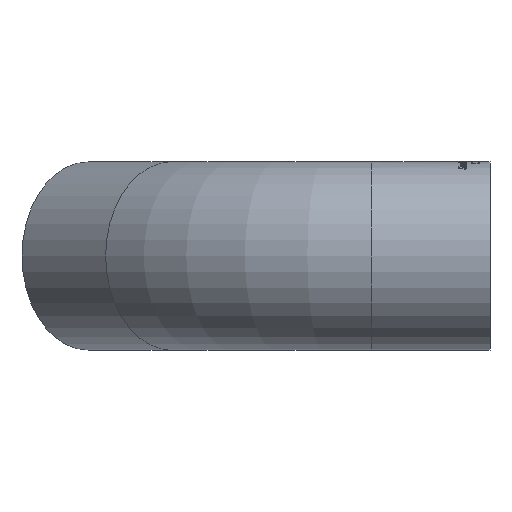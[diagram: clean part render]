
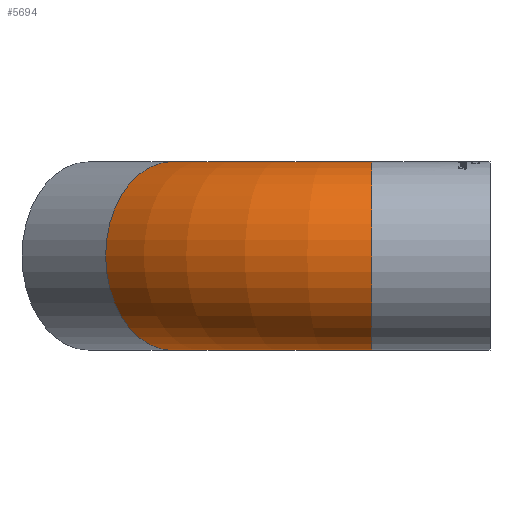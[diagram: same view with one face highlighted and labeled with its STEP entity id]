
A CAD part, left-side view. The second image highlights one B-rep face of the part: STEP entity #5694.
In plain terms, the highlighted toroidal (fillet/blend) face has major radius 228.6 mm and minor radius 76.2 mm.
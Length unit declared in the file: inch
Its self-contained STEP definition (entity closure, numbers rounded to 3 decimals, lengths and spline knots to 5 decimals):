
#14=TOROIDAL_SURFACE('',#5986,9.,3.);
#75=FACE_BOUND('',#1353,.T.);
#1000=FACE_OUTER_BOUND('',#1352,.T.);
#1352=EDGE_LOOP('',(#5323));
#1353=EDGE_LOOP('',(#5324));
#1462=CIRCLE('',#5965,3.);
#1469=CIRCLE('',#5983,3.);
#2782=VERTEX_POINT('',#12742);
#2789=VERTEX_POINT('',#12767);
#3627=EDGE_CURVE('',#2782,#2782,#1462,.T.);
#3634=EDGE_CURVE('',#2789,#2789,#1469,.T.);
#5323=ORIENTED_EDGE('',*,*,#3634,.F.);
#5324=ORIENTED_EDGE('',*,*,#3627,.F.);
#5694=ADVANCED_FACE('',(#1000,#75),#14,.T.);
#5965=AXIS2_PLACEMENT_3D('',#12743,#6900,#6901);
#5983=AXIS2_PLACEMENT_3D('',#12768,#6936,#6937);
#5986=AXIS2_PLACEMENT_3D('',#12771,#6942,#6943);
#6900=DIRECTION('center_axis',(0.,-1.,0.));
#6901=DIRECTION('ref_axis',(1.,0.,0.));
#6936=DIRECTION('center_axis',(0.707,0.707,0.));
#6937=DIRECTION('ref_axis',(0.707,-0.707,0.));
#6942=DIRECTION('center_axis',(0.,0.,-1.));
#6943=DIRECTION('ref_axis',(-1.,0.,0.));
#12742=CARTESIAN_POINT('',(0.,0.,-3.));
#12743=CARTESIAN_POINT('Origin',(0.,0.,0.));
#12767=CARTESIAN_POINT('',(2.63604,6.36396,3.));
#12768=CARTESIAN_POINT('Origin',(2.63604,6.36396,0.));
#12771=CARTESIAN_POINT('Origin',(9.,0.,0.));
